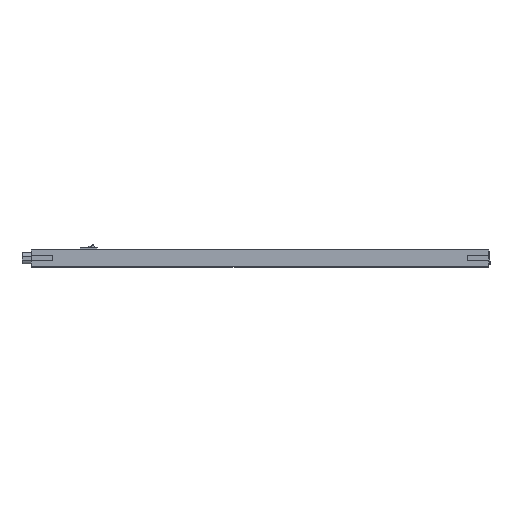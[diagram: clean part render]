
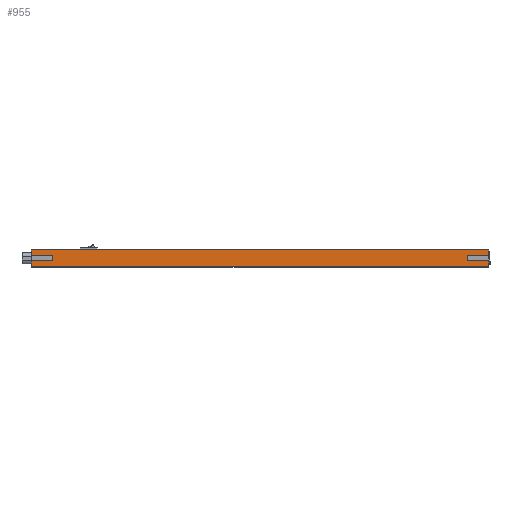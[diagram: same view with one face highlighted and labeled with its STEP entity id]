
A CAD part, front view. The second image highlights one B-rep face of the part: STEP entity #955.
In plain terms, the highlighted planar face has unit normal (0, -1, 0).
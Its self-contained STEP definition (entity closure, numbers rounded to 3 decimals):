
#173 = DIRECTION ( 'NONE',  ( 0., 0., -1. ) ) ;
#194 = CARTESIAN_POINT ( 'NONE',  ( 285., 0., 10.95 ) ) ;
#225 = CARTESIAN_POINT ( 'NONE',  ( 269.588, 0., -3. ) ) ;
#317 = DIRECTION ( 'NONE',  ( -1., 0., 0. ) ) ;
#357 = CARTESIAN_POINT ( 'NONE',  ( -258., 0., 10.45 ) ) ;
#366 = ORIENTED_EDGE ( 'NONE', *, *, #2608, .T. ) ;
#462 = DIRECTION ( 'NONE',  ( 0., 0., -1. ) ) ;
#485 = CARTESIAN_POINT ( 'NONE',  ( 285., 0., 11. ) ) ;
#534 = CARTESIAN_POINT ( 'NONE',  ( 258., 0., 10.45 ) ) ;
#546 = CARTESIAN_POINT ( 'NONE',  ( 285., 0., -10.45 ) ) ;
#617 = VERTEX_POINT ( 'NONE', #5725 ) ;
#643 = EDGE_CURVE ( 'NONE', #5706, #7321, #4844, .T. ) ;
#748 = EDGE_CURVE ( 'NONE', #1020, #7321, #6332, .T. ) ;
#781 = CARTESIAN_POINT ( 'NONE',  ( -258., 0., 3. ) ) ;
#793 = DIRECTION ( 'NONE',  ( 1., 0., 0. ) ) ;
#826 = DIRECTION ( 'NONE',  ( 0., 0., -1. ) ) ;
#830 = DIRECTION ( 'NONE',  ( -1., 0., 0. ) ) ;
#955 = ADVANCED_FACE ( 'NONE', ( #7469 ), #3567, .F. ) ;
#1020 = VERTEX_POINT ( 'NONE', #7377 ) ;
#1022 = ORIENTED_EDGE ( 'NONE', *, *, #5843, .T. ) ;
#1032 = DIRECTION ( 'NONE',  ( 1., 0., 0. ) ) ;
#1033 = CARTESIAN_POINT ( 'NONE',  ( -285., 0., 3. ) ) ;
#1261 = LINE ( 'NONE', #4174, #7835 ) ;
#1341 = VERTEX_POINT ( 'NONE', #5268 ) ;
#1470 = VECTOR ( 'NONE', #830, 1000. ) ;
#1548 = ORIENTED_EDGE ( 'NONE', *, *, #5898, .T. ) ;
#1637 = VERTEX_POINT ( 'NONE', #4629 ) ;
#1645 = VECTOR ( 'NONE', #1032, 1000. ) ;
#1723 = EDGE_CURVE ( 'NONE', #1637, #2208, #3290, .T. ) ;
#1730 = DIRECTION ( 'NONE',  ( 0., 0., 1. ) ) ;
#2018 = VERTEX_POINT ( 'NONE', #4465 ) ;
#2067 = EDGE_CURVE ( 'NONE', #1341, #7726, #2994, .T. ) ;
#2137 = CARTESIAN_POINT ( 'NONE',  ( 285., 0., 10.95 ) ) ;
#2179 = EDGE_LOOP ( 'NONE', ( #2686, #2671, #4974, #4909, #6091, #366, #7354, #6561, #1548, #6694, #1022, #7154, #4674, #3937 ) ) ;
#2208 = VERTEX_POINT ( 'NONE', #2802 ) ;
#2303 = CARTESIAN_POINT ( 'NONE',  ( 285., 0., -10.45 ) ) ;
#2585 = LINE ( 'NONE', #5062, #5703 ) ;
#2608 = EDGE_CURVE ( 'NONE', #7177, #5706, #2585, .T. ) ;
#2671 = ORIENTED_EDGE ( 'NONE', *, *, #1723, .T. ) ;
#2686 = ORIENTED_EDGE ( 'NONE', *, *, #3302, .T. ) ;
#2715 = VECTOR ( 'NONE', #4245, 1000. ) ;
#2789 = DIRECTION ( 'NONE',  ( 1., 0., 0. ) ) ;
#2802 = CARTESIAN_POINT ( 'NONE',  ( -258., 0., -10.45 ) ) ;
#2816 = CARTESIAN_POINT ( 'NONE',  ( 258., 0., 3. ) ) ;
#2828 = LINE ( 'NONE', #7610, #7590 ) ;
#2956 = VECTOR ( 'NONE', #826, 1000. ) ;
#2994 = LINE ( 'NONE', #781, #6121 ) ;
#3003 = VECTOR ( 'NONE', #793, 1000. ) ;
#3179 = CARTESIAN_POINT ( 'NONE',  ( 258., 0., -3. ) ) ;
#3225 = DIRECTION ( 'NONE',  ( 0., 0., 1. ) ) ;
#3243 = VECTOR ( 'NONE', #7821, 1000. ) ;
#3290 = LINE ( 'NONE', #7805, #1645 ) ;
#3302 = EDGE_CURVE ( 'NONE', #6418, #1637, #2828, .T. ) ;
#3498 = VECTOR ( 'NONE', #2789, 1000. ) ;
#3567 = PLANE ( 'NONE',  #5612 ) ;
#3605 = VERTEX_POINT ( 'NONE', #1033 ) ;
#3613 = CARTESIAN_POINT ( 'NONE',  ( -285., 0., -3. ) ) ;
#3799 = CARTESIAN_POINT ( 'NONE',  ( 285., 0., 3. ) ) ;
#3937 = ORIENTED_EDGE ( 'NONE', *, *, #3974, .T. ) ;
#3974 = EDGE_CURVE ( 'NONE', #1341, #6418, #4761, .T. ) ;
#4036 = EDGE_CURVE ( 'NONE', #7726, #3605, #7485, .T. ) ;
#4064 = VECTOR ( 'NONE', #6505, 1000. ) ;
#4174 = CARTESIAN_POINT ( 'NONE',  ( -285., 0., 10.95 ) ) ;
#4181 = VECTOR ( 'NONE', #317, 1000. ) ;
#4245 = DIRECTION ( 'NONE',  ( -1., 0., 0. ) ) ;
#4465 = CARTESIAN_POINT ( 'NONE',  ( -285., 0., 10.45 ) ) ;
#4492 = DIRECTION ( 'NONE',  ( 0., 0., 1. ) ) ;
#4585 = EDGE_CURVE ( 'NONE', #7177, #617, #4948, .T. ) ;
#4629 = CARTESIAN_POINT ( 'NONE',  ( -285., 0., -10.45 ) ) ;
#4674 = ORIENTED_EDGE ( 'NONE', *, *, #2067, .F. ) ;
#4690 = VERTEX_POINT ( 'NONE', #2303 ) ;
#4761 = LINE ( 'NONE', #225, #1470 ) ;
#4792 = LINE ( 'NONE', #194, #2956 ) ;
#4844 = LINE ( 'NONE', #5118, #3003 ) ;
#4881 = DIRECTION ( 'NONE',  ( 1., 0., 0. ) ) ;
#4909 = ORIENTED_EDGE ( 'NONE', *, *, #6658, .F. ) ;
#4915 = VERTEX_POINT ( 'NONE', #357 ) ;
#4948 = LINE ( 'NONE', #7151, #3498 ) ;
#4974 = ORIENTED_EDGE ( 'NONE', *, *, #6998, .T. ) ;
#5062 = CARTESIAN_POINT ( 'NONE',  ( 258., 0., 3. ) ) ;
#5118 = CARTESIAN_POINT ( 'NONE',  ( 246.412, 0., 3. ) ) ;
#5268 = CARTESIAN_POINT ( 'NONE',  ( -258., 0., -3. ) ) ;
#5362 = CARTESIAN_POINT ( 'NONE',  ( 285., 0., 10.45 ) ) ;
#5431 = DIRECTION ( 'NONE',  ( 0., 1., 0. ) ) ;
#5569 = LINE ( 'NONE', #546, #7238 ) ;
#5612 = AXIS2_PLACEMENT_3D ( 'NONE', #485, #5431, #1730 ) ;
#5626 = LINE ( 'NONE', #534, #2715 ) ;
#5703 = VECTOR ( 'NONE', #3225, 1000. ) ;
#5706 = VERTEX_POINT ( 'NONE', #2816 ) ;
#5725 = CARTESIAN_POINT ( 'NONE',  ( 285., 0., -3. ) ) ;
#5843 = EDGE_CURVE ( 'NONE', #2018, #3605, #1261, .T. ) ;
#5882 = CARTESIAN_POINT ( 'NONE',  ( 269.588, 0., 3. ) ) ;
#5898 = EDGE_CURVE ( 'NONE', #1020, #4915, #5626, .T. ) ;
#6091 = ORIENTED_EDGE ( 'NONE', *, *, #4585, .F. ) ;
#6121 = VECTOR ( 'NONE', #4492, 1000. ) ;
#6332 = LINE ( 'NONE', #2137, #4064 ) ;
#6418 = VERTEX_POINT ( 'NONE', #3613 ) ;
#6505 = DIRECTION ( 'NONE',  ( 0., 0., -1. ) ) ;
#6561 = ORIENTED_EDGE ( 'NONE', *, *, #748, .F. ) ;
#6567 = LINE ( 'NONE', #5362, #3243 ) ;
#6658 = EDGE_CURVE ( 'NONE', #617, #4690, #4792, .T. ) ;
#6694 = ORIENTED_EDGE ( 'NONE', *, *, #6870, .T. ) ;
#6870 = EDGE_CURVE ( 'NONE', #4915, #2018, #6567, .T. ) ;
#6998 = EDGE_CURVE ( 'NONE', #2208, #4690, #5569, .T. ) ;
#7151 = CARTESIAN_POINT ( 'NONE',  ( 246.412, 0., -3. ) ) ;
#7154 = ORIENTED_EDGE ( 'NONE', *, *, #4036, .F. ) ;
#7177 = VERTEX_POINT ( 'NONE', #3179 ) ;
#7238 = VECTOR ( 'NONE', #4881, 1000. ) ;
#7321 = VERTEX_POINT ( 'NONE', #3799 ) ;
#7341 = CARTESIAN_POINT ( 'NONE',  ( -258., 0., 3. ) ) ;
#7354 = ORIENTED_EDGE ( 'NONE', *, *, #643, .T. ) ;
#7377 = CARTESIAN_POINT ( 'NONE',  ( 285., 0., 10.45 ) ) ;
#7469 = FACE_OUTER_BOUND ( 'NONE', #2179, .T. ) ;
#7485 = LINE ( 'NONE', #5882, #4181 ) ;
#7590 = VECTOR ( 'NONE', #173, 1000. ) ;
#7610 = CARTESIAN_POINT ( 'NONE',  ( -285., 0., 10.95 ) ) ;
#7726 = VERTEX_POINT ( 'NONE', #7341 ) ;
#7805 = CARTESIAN_POINT ( 'NONE',  ( 285., 0., -10.45 ) ) ;
#7821 = DIRECTION ( 'NONE',  ( -1., 0., 0. ) ) ;
#7835 = VECTOR ( 'NONE', #462, 1000. ) ;
